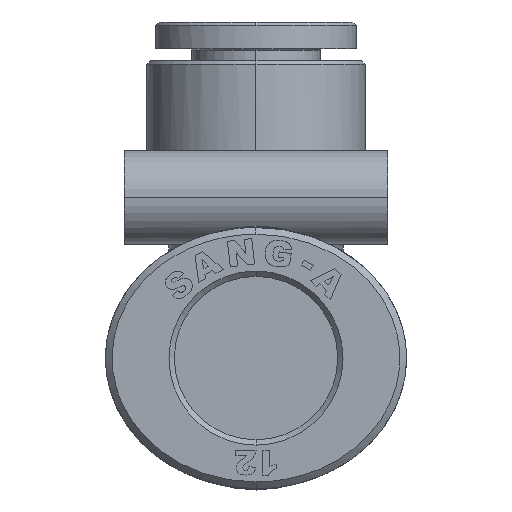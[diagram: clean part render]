
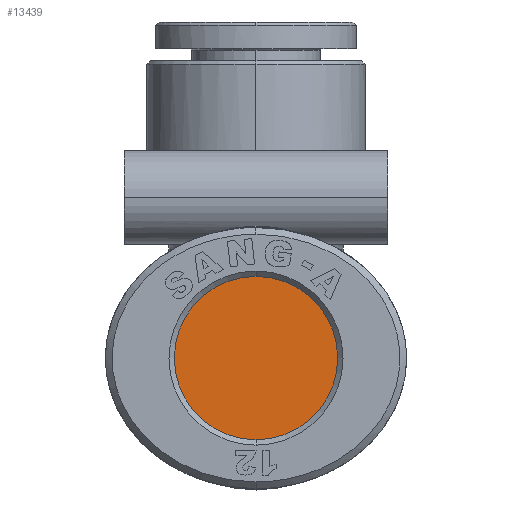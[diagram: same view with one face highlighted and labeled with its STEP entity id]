
A CAD part, left-side view. The second image highlights one B-rep face of the part: STEP entity #13439.
In plain terms, the highlighted face is planar.
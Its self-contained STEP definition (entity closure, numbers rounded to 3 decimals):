
#4109 = CIRCLE ( 'NONE', #37626, 6.1 ) ;
#13439 = ADVANCED_FACE ( 'NONE', ( #24520 ), #39578, .F. ) ;
#16107 = DIRECTION ( 'NONE',  ( 0., 0., 1. ) ) ;
#18544 = EDGE_CURVE ( 'NONE', #29206, #30389, #28904, .T. ) ;
#19277 = DIRECTION ( 'NONE',  ( 0., 1., 0. ) ) ;
#20553 = DIRECTION ( 'NONE',  ( 0., 1., 0. ) ) ;
#20684 = DIRECTION ( 'NONE',  ( 0., 0., 1. ) ) ;
#20725 = DIRECTION ( 'NONE',  ( -1., 0., 0. ) ) ;
#21810 = EDGE_LOOP ( 'NONE', ( #34411, #38223 ) ) ;
#24385 = DIRECTION ( 'NONE',  ( 0., 0., -1. ) ) ;
#24520 = FACE_OUTER_BOUND ( 'NONE', #21810, .T. ) ;
#24994 = CARTESIAN_POINT ( 'NONE',  ( -13.928, 0., 9.8 ) ) ;
#26165 = AXIS2_PLACEMENT_3D ( 'NONE', #24994, #16107, #19277 ) ;
#27831 = CARTESIAN_POINT ( 'NONE',  ( -13.928, 6.1, 9.8 ) ) ;
#28904 = CIRCLE ( 'NONE', #26165, 6.1 ) ;
#29206 = VERTEX_POINT ( 'NONE', #40082 ) ;
#30147 = EDGE_CURVE ( 'NONE', #30389, #29206, #4109, .T. ) ;
#30186 = CARTESIAN_POINT ( 'NONE',  ( -13.928, 0., 9.8 ) ) ;
#30389 = VERTEX_POINT ( 'NONE', #27831 ) ;
#34411 = ORIENTED_EDGE ( 'NONE', *, *, #30147, .T. ) ;
#34796 = AXIS2_PLACEMENT_3D ( 'NONE', #30186, #24385, #20725 ) ;
#35881 = CARTESIAN_POINT ( 'NONE',  ( -13.928, 0., 9.8 ) ) ;
#37626 = AXIS2_PLACEMENT_3D ( 'NONE', #35881, #20684, #20553 ) ;
#38223 = ORIENTED_EDGE ( 'NONE', *, *, #18544, .T. ) ;
#39578 = PLANE ( 'NONE',  #34796 ) ;
#40082 = CARTESIAN_POINT ( 'NONE',  ( -13.928, -6.1, 9.8 ) ) ;
